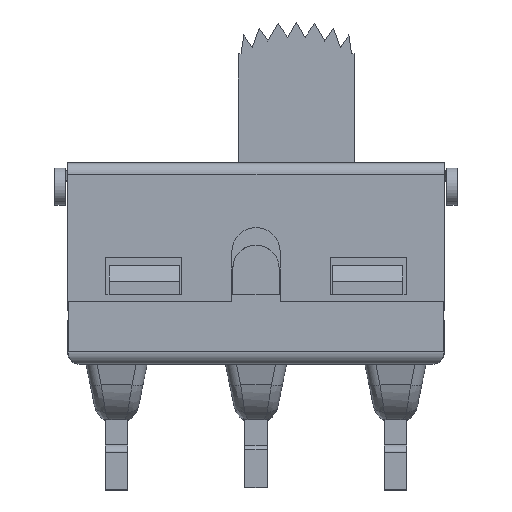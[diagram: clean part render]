
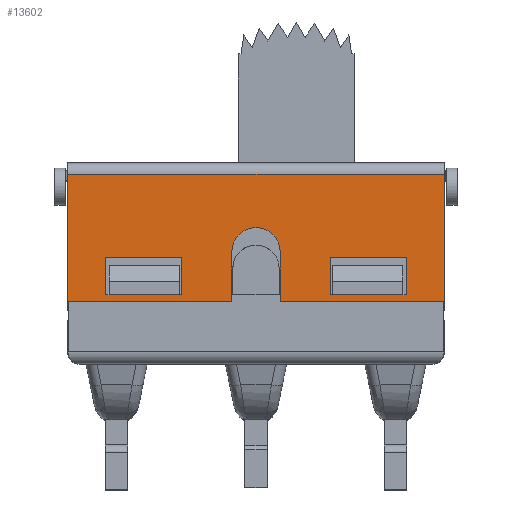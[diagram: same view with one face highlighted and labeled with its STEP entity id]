
A CAD part, top view. The second image highlights one B-rep face of the part: STEP entity #13602.
In plain terms, the highlighted planar face has unit normal (0, 0, 1).
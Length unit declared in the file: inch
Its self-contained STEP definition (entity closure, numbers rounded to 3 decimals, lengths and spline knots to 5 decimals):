
#4787=DIRECTION('',(0.,-1.,0.));
#4788=VECTOR('',#4787,0.169);
#4789=CARTESIAN_POINT('',(0.25,0.252,0.13));
#4790=LINE('',#4789,#4788);
#4799=DIRECTION('',(0.,1.,0.));
#4800=VECTOR('',#4799,0.066);
#4801=CARTESIAN_POINT('',(-0.032,0.083,0.13));
#4802=LINE('',#4801,#4800);
#4803=DIRECTION('',(-1.,0.,0.));
#4804=VECTOR('',#4803,0.5);
#4805=CARTESIAN_POINT('',(0.25,0.252,0.13));
#4806=LINE('',#4805,#4804);
#4807=DIRECTION('',(0.,1.,0.));
#4808=VECTOR('',#4807,0.066);
#4809=CARTESIAN_POINT('',(0.032,0.083,0.13));
#4810=LINE('',#4809,#4808);
#4811=CARTESIAN_POINT('',(0.,0.149,0.13));
#4812=DIRECTION('',(0.,0.,1.));
#4813=DIRECTION('',(1.,0.,0.));
#4814=AXIS2_PLACEMENT_3D('',#4811,#4812,#4813);
#4816=DIRECTION('',(-1.,0.,0.));
#4817=VECTOR('',#4816,0.003);
#4818=CARTESIAN_POINT('',(-0.099,0.092,0.13));
#4819=LINE('',#4818,#4817);
#4820=DIRECTION('',(0.,-1.,0.));
#4821=VECTOR('',#4820,0.05);
#4822=CARTESIAN_POINT('',(-0.099,0.142,0.13));
#4823=LINE('',#4822,#4821);
#4824=DIRECTION('',(1.,0.,0.));
#4825=VECTOR('',#4824,0.101);
#4826=CARTESIAN_POINT('',(-0.2,0.142,0.13));
#4827=LINE('',#4826,#4825);
#4828=DIRECTION('',(0.,1.,0.));
#4829=VECTOR('',#4828,0.05);
#4830=CARTESIAN_POINT('',(-0.2,0.092,0.13));
#4831=LINE('',#4830,#4829);
#4832=DIRECTION('',(-1.,0.,0.));
#4833=VECTOR('',#4832,0.005);
#4834=CARTESIAN_POINT('',(-0.195,0.092,0.13));
#4835=LINE('',#4834,#4833);
#4836=DIRECTION('',(-1.,0.,0.));
#4837=VECTOR('',#4836,0.005);
#4838=CARTESIAN_POINT('',(0.2,0.092,0.13));
#4839=LINE('',#4838,#4837);
#4840=DIRECTION('',(0.,-1.,0.));
#4841=VECTOR('',#4840,0.05);
#4842=CARTESIAN_POINT('',(0.2,0.142,0.13));
#4843=LINE('',#4842,#4841);
#4844=DIRECTION('',(1.,0.,0.));
#4845=VECTOR('',#4844,0.101);
#4846=CARTESIAN_POINT('',(0.099,0.142,0.13));
#4847=LINE('',#4846,#4845);
#4848=DIRECTION('',(0.,1.,0.));
#4849=VECTOR('',#4848,0.05);
#4850=CARTESIAN_POINT('',(0.099,0.092,0.13));
#4851=LINE('',#4850,#4849);
#4852=DIRECTION('',(-1.,0.,0.));
#4853=VECTOR('',#4852,0.003);
#4854=CARTESIAN_POINT('',(0.102,0.092,0.13));
#4855=LINE('',#4854,#4853);
#4868=DIRECTION('',(-1.,0.,0.));
#4869=VECTOR('',#4868,0.218);
#4870=CARTESIAN_POINT('',(0.25,0.083,0.13));
#4871=LINE('',#4870,#4869);
#4937=DIRECTION('',(0.,-1.,0.));
#4938=VECTOR('',#4937,0.169);
#4939=CARTESIAN_POINT('',(-0.25,0.252,0.13));
#4940=LINE('',#4939,#4938);
#4957=DIRECTION('',(-1.,0.,0.));
#4958=VECTOR('',#4957,0.218);
#4959=CARTESIAN_POINT('',(-0.032,0.083,0.13));
#4960=LINE('',#4959,#4958);
#5013=DIRECTION('',(1.,0.,0.));
#5014=VECTOR('',#5013,0.093);
#5015=CARTESIAN_POINT('',(-0.195,0.092,0.13));
#5016=LINE('',#5015,#5014);
#5081=DIRECTION('',(1.,0.,0.));
#5082=VECTOR('',#5081,0.093);
#5083=CARTESIAN_POINT('',(0.102,0.092,0.13));
#5084=LINE('',#5083,#5082);
#5633=CARTESIAN_POINT('',(0.25,0.252,0.13));
#5635=VERTEX_POINT('',#5633);
#5636=CARTESIAN_POINT('',(0.25,0.083,0.13));
#5637=VERTEX_POINT('',#5636);
#5639=CARTESIAN_POINT('',(-0.25,0.252,0.13));
#5641=VERTEX_POINT('',#5639);
#5642=CARTESIAN_POINT('',(-0.25,0.083,0.13));
#5643=VERTEX_POINT('',#5642);
#5692=CARTESIAN_POINT('',(-0.2,0.092,0.13));
#5693=CARTESIAN_POINT('',(-0.2,0.142,0.13));
#5694=VERTEX_POINT('',#5692);
#5695=VERTEX_POINT('',#5693);
#5696=CARTESIAN_POINT('',(-0.099,0.142,0.13));
#5697=VERTEX_POINT('',#5696);
#5698=CARTESIAN_POINT('',(-0.099,0.092,0.13));
#5699=VERTEX_POINT('',#5698);
#5700=CARTESIAN_POINT('',(-0.032,0.083,0.13));
#5701=CARTESIAN_POINT('',(-0.032,0.149,0.13));
#5702=VERTEX_POINT('',#5700);
#5703=VERTEX_POINT('',#5701);
#5704=CARTESIAN_POINT('',(0.032,0.149,0.13));
#5705=VERTEX_POINT('',#5704);
#5706=CARTESIAN_POINT('',(0.032,0.083,0.13));
#5707=VERTEX_POINT('',#5706);
#5708=CARTESIAN_POINT('',(0.099,0.092,0.13));
#5709=CARTESIAN_POINT('',(0.099,0.142,0.13));
#5710=VERTEX_POINT('',#5708);
#5711=VERTEX_POINT('',#5709);
#5712=CARTESIAN_POINT('',(0.2,0.142,0.13));
#5713=VERTEX_POINT('',#5712);
#5714=CARTESIAN_POINT('',(0.2,0.092,0.13));
#5715=VERTEX_POINT('',#5714);
#5788=CARTESIAN_POINT('',(-0.195,0.092,0.13));
#5789=CARTESIAN_POINT('',(-0.102,0.092,0.13));
#5790=VERTEX_POINT('',#5788);
#5791=VERTEX_POINT('',#5789);
#5805=CARTESIAN_POINT('',(0.195,0.092,0.13));
#5807=VERTEX_POINT('',#5805);
#5813=CARTESIAN_POINT('',(0.102,0.092,0.13));
#5815=VERTEX_POINT('',#5813);
#13553=CARTESIAN_POINT('',(0.25,0.252,0.13));
#13554=DIRECTION('',(0.,0.,-1.));
#13555=DIRECTION('',(0.,-1.,0.));
#13556=AXIS2_PLACEMENT_3D('',#13553,#13554,#13555);
#13557=PLANE('',#13556);
#13559=ORIENTED_EDGE('',*,*,#13558,.F.);
#13561=ORIENTED_EDGE('',*,*,#13560,.T.);
#13563=ORIENTED_EDGE('',*,*,#13562,.F.);
#13564=ORIENTED_EDGE('',*,*,#13518,.F.);
#13565=ORIENTED_EDGE('',*,*,#13543,.T.);
#13567=ORIENTED_EDGE('',*,*,#13566,.T.);
#13569=ORIENTED_EDGE('',*,*,#13568,.T.);
#13571=ORIENTED_EDGE('',*,*,#13570,.T.);
#13572=EDGE_LOOP('',(#13559,#13561,#13563,#13564,#13565,#13567,#13569,#13571));
#13573=FACE_OUTER_BOUND('',#13572,.F.);
#13575=ORIENTED_EDGE('',*,*,#13574,.F.);
#13577=ORIENTED_EDGE('',*,*,#13576,.F.);
#13579=ORIENTED_EDGE('',*,*,#13578,.F.);
#13581=ORIENTED_EDGE('',*,*,#13580,.F.);
#13583=ORIENTED_EDGE('',*,*,#13582,.F.);
#13585=ORIENTED_EDGE('',*,*,#13584,.T.);
#13586=EDGE_LOOP('',(#13575,#13577,#13579,#13581,#13583,#13585));
#13587=FACE_BOUND('',#13586,.F.);
#13589=ORIENTED_EDGE('',*,*,#13588,.F.);
#13591=ORIENTED_EDGE('',*,*,#13590,.F.);
#13593=ORIENTED_EDGE('',*,*,#13592,.F.);
#13595=ORIENTED_EDGE('',*,*,#13594,.F.);
#13597=ORIENTED_EDGE('',*,*,#13596,.F.);
#13599=ORIENTED_EDGE('',*,*,#13598,.T.);
#13600=EDGE_LOOP('',(#13589,#13591,#13593,#13595,#13597,#13599));
#13601=FACE_BOUND('',#13600,.F.);
#13602=ADVANCED_FACE('',(#13573,#13587,#13601),#13557,.F.);
#4815=CIRCLE('',#4814,0.032);
#13518=EDGE_CURVE('',#5635,#5641,#4806,.T.);
#13543=EDGE_CURVE('',#5635,#5637,#4790,.T.);
#13558=EDGE_CURVE('',#5702,#5703,#4802,.T.);
#13560=EDGE_CURVE('',#5702,#5643,#4960,.T.);
#13562=EDGE_CURVE('',#5641,#5643,#4940,.T.);
#13566=EDGE_CURVE('',#5637,#5707,#4871,.T.);
#13568=EDGE_CURVE('',#5707,#5705,#4810,.T.);
#13570=EDGE_CURVE('',#5705,#5703,#4815,.T.);
#13574=EDGE_CURVE('',#5699,#5791,#4819,.T.);
#13576=EDGE_CURVE('',#5697,#5699,#4823,.T.);
#13578=EDGE_CURVE('',#5695,#5697,#4827,.T.);
#13580=EDGE_CURVE('',#5694,#5695,#4831,.T.);
#13582=EDGE_CURVE('',#5790,#5694,#4835,.T.);
#13584=EDGE_CURVE('',#5790,#5791,#5016,.T.);
#13588=EDGE_CURVE('',#5715,#5807,#4839,.T.);
#13590=EDGE_CURVE('',#5713,#5715,#4843,.T.);
#13592=EDGE_CURVE('',#5711,#5713,#4847,.T.);
#13594=EDGE_CURVE('',#5710,#5711,#4851,.T.);
#13596=EDGE_CURVE('',#5815,#5710,#4855,.T.);
#13598=EDGE_CURVE('',#5815,#5807,#5084,.T.);
